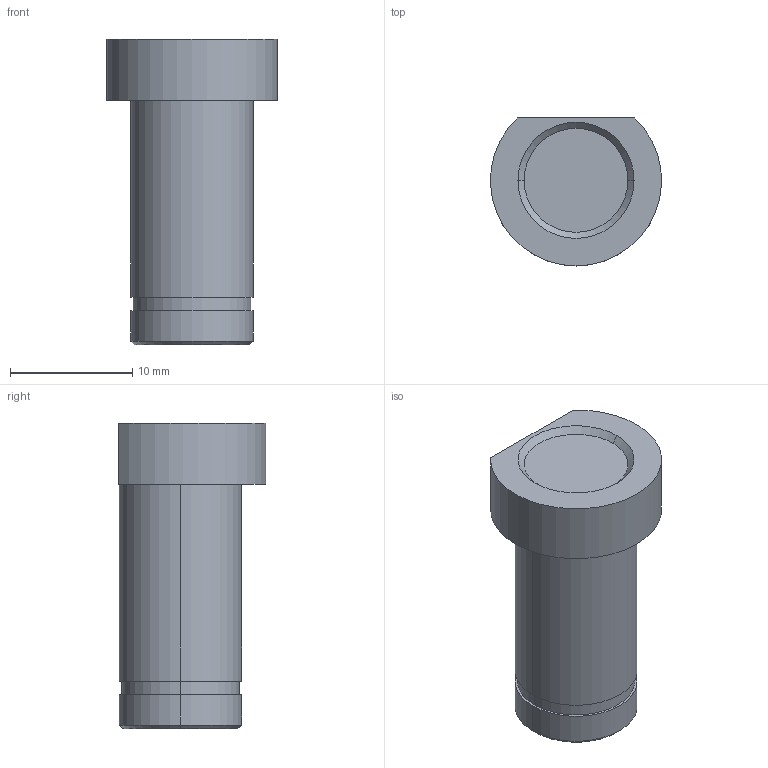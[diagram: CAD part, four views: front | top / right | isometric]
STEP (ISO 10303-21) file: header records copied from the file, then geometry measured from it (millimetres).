
FILE_DESCRIPTION(('Creo Elements/Direct Modeling STEP Export'),'2;1');
FILE_NAME('2025_Steckhülse_10x15.stp','2017-07-25T12:37:53',(''),(''),'Creo Elements/Direct Modeling STEP processor for AP214 (Solid Model)','Creo Elements/Direct Modeling 18.1E 22-Nov-2013 (C) Parametric Technology GmbH','');
FILE_SCHEMA(('AUTOMOTIVE_DESIGN { 1 0 10303 214 1 1 1 1 }'));
Length unit declared in the file: millimetre
Products named in the file (1): Gewindehülse
Bounding box: 13.99 x 12.1 x 25 mm (x, y, z)
Volume: 2217 mm3; surface area: 1169.2 mm2
Topology: 1 solids, 1 shells, 236 faces, 655 edges, 436 vertices
Faces by surface type: plane 223, cylinder 7, cone 6
Entity records: 7364 total; most frequent: CARTESIAN_POINT 1315, ORIENTED_EDGE 1310, DIRECTION 1127, EDGE_CURVE 655, VECTOR 631, LINE 631, VERTEX_POINT 436, EDGE_LOOP 251
